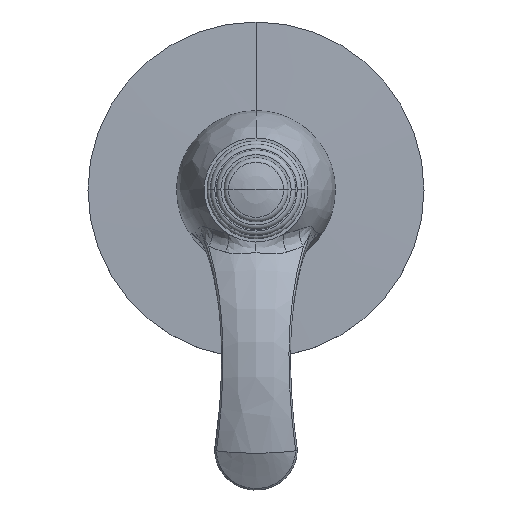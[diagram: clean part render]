
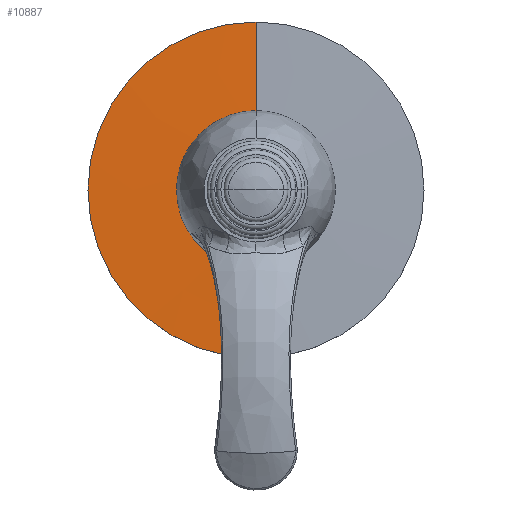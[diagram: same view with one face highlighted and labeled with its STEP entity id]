
A CAD part, top view. The second image highlights one B-rep face of the part: STEP entity #10887.
In plain terms, the highlighted conical face has half-angle 89 degrees and reference radius 40.275 mm.
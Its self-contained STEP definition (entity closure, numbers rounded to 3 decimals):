
#10450=DIRECTION('',(0.,0.017,-1.));
#10451=VECTOR('',#10450,29.455);
#10452=CARTESIAN_POINT('',(0.,8.5,55.));
#10453=LINE('',#10452,#10451);
#10465=DIRECTION('',(0.,0.017,1.));
#10466=VECTOR('',#10465,29.455);
#10467=CARTESIAN_POINT('',(0.,8.5,-55.));
#10468=LINE('',#10467,#10466);
#10472=CARTESIAN_POINT('',(0.,9.014,0.));
#10473=DIRECTION('',(0.,1.,0.));
#10474=DIRECTION('',(0.,0.,1.));
#10475=AXIS2_PLACEMENT_3D('',#10472,#10473,#10474);
#10480=CARTESIAN_POINT('',(0.,8.5,0.));
#10481=DIRECTION('',(0.,-1.,0.));
#10482=DIRECTION('',(0.,0.,-1.));
#10483=AXIS2_PLACEMENT_3D('',#10480,#10481,#10482);
#10538=CARTESIAN_POINT('',(0.,8.5,-55.));
#10540=VERTEX_POINT('',#10538);
#10554=CARTESIAN_POINT('',(0.,8.5,55.));
#10556=VERTEX_POINT('',#10554);
#10569=CARTESIAN_POINT('',(0.,9.014,25.55));
#10570=CARTESIAN_POINT('',(0.,9.014,
-25.55));
#10571=VERTEX_POINT('',#10569);
#10572=VERTEX_POINT('',#10570);
#10876=CARTESIAN_POINT('',(0.,8.757,0.));
#10877=DIRECTION('',(0.,-1.,0.));
#10878=DIRECTION('',(0.,0.,1.));
#10879=AXIS2_PLACEMENT_3D('',#10876,#10877,#10878);
#10880=CONICAL_SURFACE('',#10879,40.275,89.);
#10881=ORIENTED_EDGE('',*,*,#10605,.T.);
#10882=ORIENTED_EDGE('',*,*,#10871,.F.);
#10883=ORIENTED_EDGE('',*,*,#10844,.T.);
#10884=ORIENTED_EDGE('',*,*,#10868,.T.);
#10885=EDGE_LOOP('',(#10881,#10882,#10883,#10884));
#10886=FACE_OUTER_BOUND('',#10885,.F.);
#10887=ADVANCED_FACE('',(#10886),#10880,.T.);
#10476=CIRCLE('',#10475,25.55);
#10484=CIRCLE('',#10483,55.);
#10605=EDGE_CURVE('',#10571,#10572,#10476,.T.);
#10844=EDGE_CURVE('',#10540,#10556,#10484,.T.);
#10868=EDGE_CURVE('',#10556,#10571,#10453,.T.);
#10871=EDGE_CURVE('',#10540,#10572,#10468,.T.);
